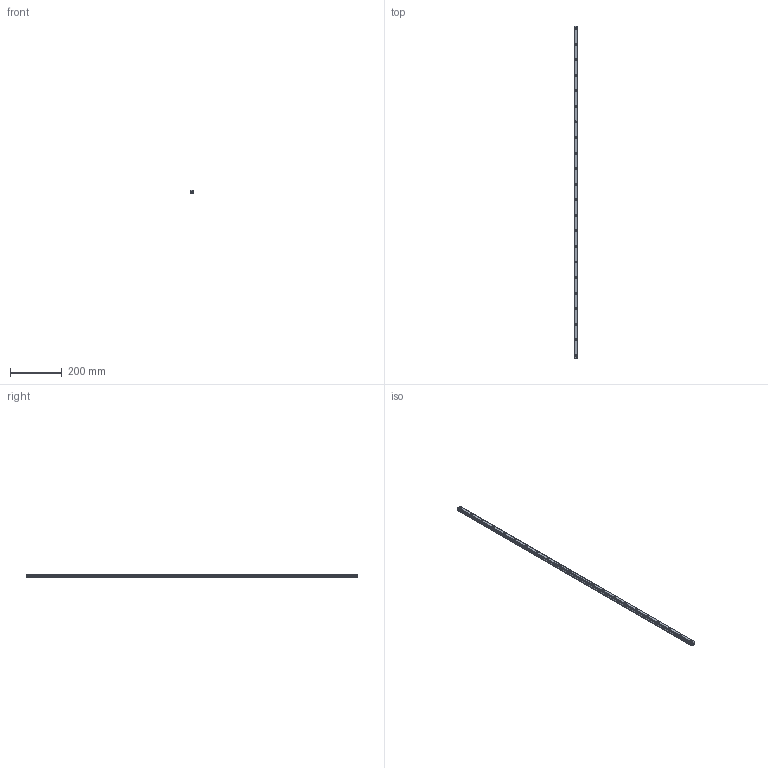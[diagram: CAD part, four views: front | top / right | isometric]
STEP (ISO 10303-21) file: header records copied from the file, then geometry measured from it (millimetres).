
FILE_DESCRIPTION(('STEP AP214'),'1');
FILE_NAME('cctmp_9AF2D5CF-4010-4D06-A2E4-EB1C570C7BF0_2020_4_23_12_48_33_133..stp','2020-04-23T10:48:33',('HIWIN GmbH'),('CADClick - www.CADClick.com'),'Spatial InterOp 3D',' ','unknown authorization');
FILE_SCHEMA(('AUTOMOTIVE_DESIGN'));
Length unit declared in the file: millimetre
Products named in the file (1): HGR15R1280H_FILE
Bounding box: 15 x 1280 x 15 mm (x, y, z)
Volume: 234933 mm3; surface area: 85634.6 mm2
Topology: 1 solids, 1 shells, 313 faces, 723 edges, 482 vertices
Faces by surface type: cylinder 158, plane 155
Entity records: 11521 total; most frequent: DIRECTION 1667, CARTESIAN_POINT 1519, ORIENTED_EDGE 1446, EDGE_CURVE 723, AXIS2_PLACEMENT_3D 630, VERTEX_POINT 482, LINE 407, VECTOR 407
